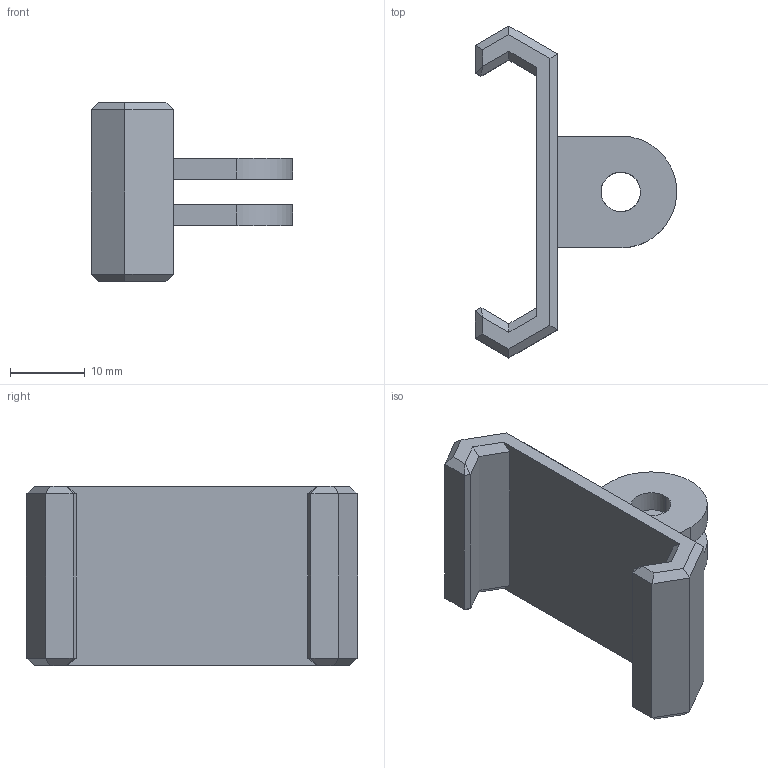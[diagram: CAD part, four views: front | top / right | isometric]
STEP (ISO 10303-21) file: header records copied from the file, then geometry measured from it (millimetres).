
FILE_DESCRIPTION(/* description */ (''),/* implementation_level */ '2;1');
FILE_NAME(/* name */ 'PHONE_~1',/* time_stamp */ '2017-10-03T19:54:16+11:00',/* author */ (''),/* organization */ (''),/* preprocessor_version */ 'ST-DEVELOPER v15',/* originating_system */ '',/* authorisation */ '');
FILE_SCHEMA (('AUTOMOTIVE_DESIGN'));
Length unit declared in the file: millimetre
Products named in the file (1): Document
Bounding box: 26.99 x 44.48 x 24 mm (x, y, z)
Volume: 5374.4 mm3; surface area: 4313.9 mm2
Topology: 3 solids, 3 shells, 58 faces, 133 edges, 77 vertices
Faces by surface type: plane 48, bspline 10
Entity records: 1972 total; most frequent: CARTESIAN_POINT 1034, ORIENTED_EDGE 256, EDGE_CURVE 128, B_SPLINE_CURVE_WITH_KNOTS 110, VERTEX_POINT 76, EDGE_LOOP 62, ADVANCED_FACE 58, FACE_OUTER_BOUND 58
